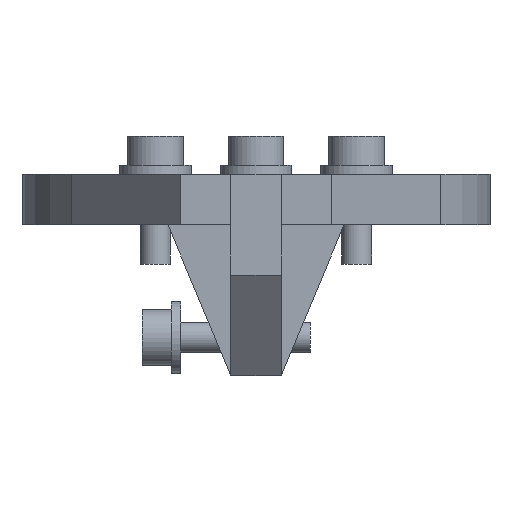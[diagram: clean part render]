
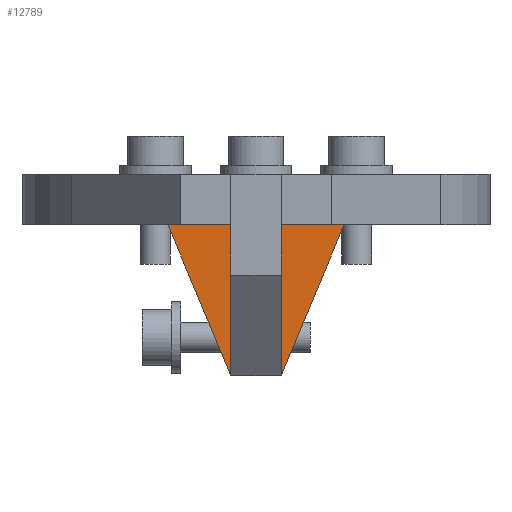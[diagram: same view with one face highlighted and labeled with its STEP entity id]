
A CAD part, front view. The second image highlights one B-rep face of the part: STEP entity #12789.
In plain terms, the highlighted planar face has unit normal (0, -1, 0).
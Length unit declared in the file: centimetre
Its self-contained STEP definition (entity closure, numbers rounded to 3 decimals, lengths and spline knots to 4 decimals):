
#413=LINE($,#18440,#2049);
#416=LINE($,#18446,#2052);
#419=LINE($,#18452,#2055);
#422=LINE($,#18458,#2058);
#425=LINE($,#18464,#2061);
#428=LINE($,#18470,#2064);
#431=LINE($,#18476,#2067);
#434=LINE($,#18482,#2070);
#437=LINE($,#18488,#2073);
#440=LINE($,#18494,#2076);
#443=LINE($,#18500,#2079);
#446=LINE($,#18506,#2082);
#449=LINE($,#18512,#2085);
#452=LINE($,#18516,#2088);
#2049=VECTOR($,#15097,0.75);
#2052=VECTOR($,#15102,0.125);
#2055=VECTOR($,#15107,0.5);
#2058=VECTOR($,#15112,0.5);
#2061=VECTOR($,#15117,0.5);
#2064=VECTOR($,#15122,1.625);
#2067=VECTOR($,#15127,0.5);
#2070=VECTOR($,#15132,1.625);
#2073=VECTOR($,#15137,0.5);
#2076=VECTOR($,#15142,0.5);
#2079=VECTOR($,#15147,0.5);
#2082=VECTOR($,#15152,0.125);
#2085=VECTOR($,#15157,0.75);
#2088=VECTOR($,#15162,0.5);
#3512=PLANE($,#13639);
#4439=FACE_OUTER_BOUND($,#5194,.T.);
#5194=EDGE_LOOP($,(#9860,#9861,#9862,#9863,#9864,#9865,#9866,#9867,#9868,
#9869,#9870,#9871,#9872,#9873));
#6272=VERTEX_POINT($,#18437);
#6273=VERTEX_POINT($,#18439);
#6275=VERTEX_POINT($,#18445);
#6277=VERTEX_POINT($,#18451);
#6279=VERTEX_POINT($,#18457);
#6281=VERTEX_POINT($,#18463);
#6283=VERTEX_POINT($,#18469);
#6285=VERTEX_POINT($,#18475);
#6287=VERTEX_POINT($,#18481);
#6289=VERTEX_POINT($,#18487);
#6291=VERTEX_POINT($,#18493);
#6293=VERTEX_POINT($,#18499);
#6295=VERTEX_POINT($,#18505);
#6297=VERTEX_POINT($,#18511);
#7610=EDGE_CURVE($,#6273,#6272,#413,.T.);
#7613=EDGE_CURVE($,#6275,#6273,#416,.T.);
#7616=EDGE_CURVE($,#6277,#6275,#419,.T.);
#7619=EDGE_CURVE($,#6279,#6277,#422,.T.);
#7622=EDGE_CURVE($,#6281,#6279,#425,.T.);
#7625=EDGE_CURVE($,#6283,#6281,#428,.T.);
#7628=EDGE_CURVE($,#6285,#6283,#431,.T.);
#7631=EDGE_CURVE($,#6287,#6285,#434,.T.);
#7634=EDGE_CURVE($,#6289,#6287,#437,.T.);
#7637=EDGE_CURVE($,#6291,#6289,#440,.T.);
#7640=EDGE_CURVE($,#6293,#6291,#443,.T.);
#7643=EDGE_CURVE($,#6295,#6293,#446,.T.);
#7646=EDGE_CURVE($,#6297,#6295,#449,.T.);
#7649=EDGE_CURVE($,#6272,#6297,#452,.T.);
#9860=ORIENTED_EDGE($,*,*,#7649,.T.);
#9861=ORIENTED_EDGE($,*,*,#7646,.T.);
#9862=ORIENTED_EDGE($,*,*,#7643,.T.);
#9863=ORIENTED_EDGE($,*,*,#7640,.T.);
#9864=ORIENTED_EDGE($,*,*,#7637,.T.);
#9865=ORIENTED_EDGE($,*,*,#7634,.T.);
#9866=ORIENTED_EDGE($,*,*,#7631,.T.);
#9867=ORIENTED_EDGE($,*,*,#7628,.T.);
#9868=ORIENTED_EDGE($,*,*,#7625,.T.);
#9869=ORIENTED_EDGE($,*,*,#7622,.T.);
#9870=ORIENTED_EDGE($,*,*,#7619,.T.);
#9871=ORIENTED_EDGE($,*,*,#7616,.T.);
#9872=ORIENTED_EDGE($,*,*,#7613,.T.);
#9873=ORIENTED_EDGE($,*,*,#7610,.T.);
#12789=ADVANCED_FACE($,(#4439),#3512,.T.);
#13639=AXIS2_PLACEMENT_3D($,#18517,#15163,#15164);
#15097=DIRECTION($,(0.,0.,-1.));
#15102=DIRECTION($,(-1.,0.,0.));
#15107=DIRECTION($,(0.,0.,-1.));
#15112=DIRECTION($,(-1.,0.,0.));
#15117=DIRECTION($,(0.,0.,1.));
#15122=DIRECTION($,(0.385,0.,0.923));
#15127=DIRECTION($,(1.,0.,0.));
#15132=DIRECTION($,(0.385,0.,-0.923));
#15137=DIRECTION($,(0.,0.,-1.));
#15142=DIRECTION($,(-1.,0.,0.));
#15147=DIRECTION($,(0.,0.,1.));
#15152=DIRECTION($,(-1.,0.,0.));
#15157=DIRECTION($,(0.,0.,1.));
#15162=DIRECTION($,(-1.,0.,0.));
#15163=DIRECTION('center_axis',(0.,-1.,0.));
#15164=DIRECTION('ref_axis',(-1.,0.,0.));
#18437=CARTESIAN_POINT('',(0.25,2.25,-0.75));
#18439=CARTESIAN_POINT('',(0.25,2.25,0.));
#18440=CARTESIAN_POINT($,(0.25,2.25,-0.75));
#18445=CARTESIAN_POINT('',(0.375,2.25,0.));
#18446=CARTESIAN_POINT($,(0.25,2.25,0.));
#18451=CARTESIAN_POINT('',(0.375,2.25,0.5));
#18452=CARTESIAN_POINT($,(0.375,2.25,0.));
#18457=CARTESIAN_POINT('',(0.875,2.25,0.5));
#18458=CARTESIAN_POINT($,(0.875,2.25,0.5));
#18463=CARTESIAN_POINT('',(0.875,2.25,0.));
#18464=CARTESIAN_POINT($,(0.875,2.25,0.5));
#18469=CARTESIAN_POINT('',(0.25,2.25,-1.5));
#18470=CARTESIAN_POINT($,(0.25,2.25,-1.5));
#18475=CARTESIAN_POINT('',(-0.25,2.25,-1.5));
#18476=CARTESIAN_POINT($,(0.25,2.25,-1.5));
#18481=CARTESIAN_POINT('',(-0.875,2.25,0.));
#18482=CARTESIAN_POINT($,(-0.25,2.25,-1.5));
#18487=CARTESIAN_POINT('',(-0.875,2.25,0.5));
#18488=CARTESIAN_POINT($,(-0.875,2.25,0.));
#18493=CARTESIAN_POINT('',(-0.375,2.25,0.5));
#18494=CARTESIAN_POINT($,(-0.875,2.25,0.5));
#18499=CARTESIAN_POINT('',(-0.375,2.25,0.));
#18500=CARTESIAN_POINT($,(-0.375,2.25,0.));
#18505=CARTESIAN_POINT('',(-0.25,2.25,0.));
#18506=CARTESIAN_POINT($,(-0.375,2.25,0.));
#18511=CARTESIAN_POINT('',(-0.25,2.25,-0.75));
#18512=CARTESIAN_POINT($,(-0.25,2.25,-0.75));
#18516=CARTESIAN_POINT($,(-0.25,2.25,-0.75));
#18517=CARTESIAN_POINT('Origin',(0.,2.25,-0.5));
